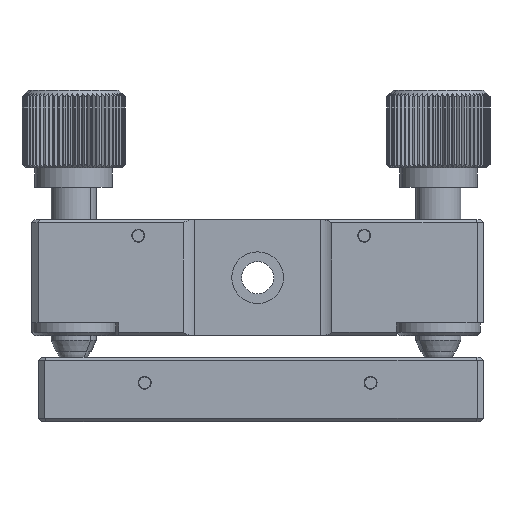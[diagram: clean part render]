
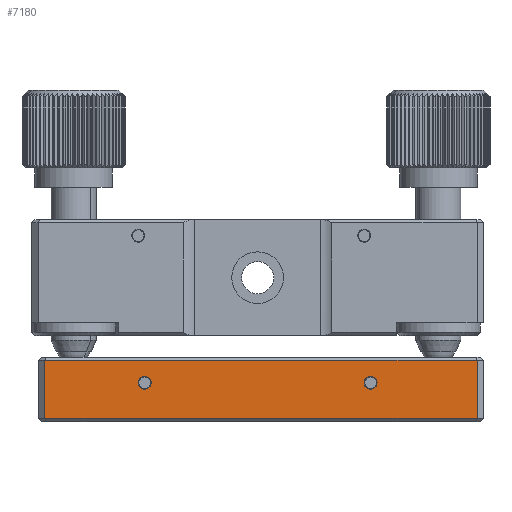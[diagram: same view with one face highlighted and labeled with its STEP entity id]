
A CAD part, front view. The second image highlights one B-rep face of the part: STEP entity #7180.
In plain terms, the highlighted planar face has unit normal (0, -1, 0).
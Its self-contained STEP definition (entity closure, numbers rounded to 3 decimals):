
#242 = VECTOR ( 'NONE', #5651, 1000. ) ;
#319 = CARTESIAN_POINT ( 'NONE',  ( 6.629, -29.108, 53.7 ) ) ;
#428 = ORIENTED_EDGE ( 'NONE', *, *, #22072, .T. ) ;
#567 = VERTEX_POINT ( 'NONE', #9738 ) ;
#1295 = CARTESIAN_POINT ( 'NONE',  ( -44.871, -29.108, 57.7 ) ) ;
#1409 = DIRECTION ( 'NONE',  ( 0., 1., 0. ) ) ;
#1535 = LINE ( 'NONE', #17052, #32799 ) ;
#2355 = FACE_OUTER_BOUND ( 'NONE', #19904, .T. ) ;
#2945 = CARTESIAN_POINT ( 'NONE',  ( 23.129, -29.108, 57.7 ) ) ;
#3285 = EDGE_LOOP ( 'NONE', ( #29761, #6925 ) ) ;
#3741 = ORIENTED_EDGE ( 'NONE', *, *, #16402, .F. ) ;
#3964 = FACE_BOUND ( 'NONE', #8327, .T. ) ;
#4322 = CARTESIAN_POINT ( 'NONE',  ( 6.629, -29.108, 53.7 ) ) ;
#5146 = VECTOR ( 'NONE', #17208, 1000. ) ;
#5364 = DIRECTION ( 'NONE',  ( 0., -1., 0. ) ) ;
#5651 = DIRECTION ( 'NONE',  ( 1., 0., 0. ) ) ;
#6641 = PLANE ( 'NONE',  #9666 ) ;
#6693 = VERTEX_POINT ( 'NONE', #23959 ) ;
#6925 = ORIENTED_EDGE ( 'NONE', *, *, #30370, .F. ) ;
#7082 = VERTEX_POINT ( 'NONE', #8720 ) ;
#7130 = CARTESIAN_POINT ( 'NONE',  ( -28.371, -29.108, 52.7 ) ) ;
#7180 = ADVANCED_FACE ( 'NONE', ( #3964, #33623, #2355 ), #6641, .F. ) ;
#7257 = CARTESIAN_POINT ( 'NONE',  ( 6.629, -29.108, 52.7 ) ) ;
#7259 = AXIS2_PLACEMENT_3D ( 'NONE', #319, #15881, #28822 ) ;
#7511 = DIRECTION ( 'NONE',  ( 0., 0., -1. ) ) ;
#8066 = CIRCLE ( 'NONE', #18424, 1. ) ;
#8327 = EDGE_LOOP ( 'NONE', ( #3741, #20950 ) ) ;
#8720 = CARTESIAN_POINT ( 'NONE',  ( 23.129, -29.108, 48.2 ) ) ;
#9455 = EDGE_CURVE ( 'NONE', #33632, #6693, #8066, .T. ) ;
#9629 = CARTESIAN_POINT ( 'NONE',  ( -43.871, -29.108, 48.2 ) ) ;
#9666 = AXIS2_PLACEMENT_3D ( 'NONE', #1295, #1409, #14394 ) ;
#9738 = CARTESIAN_POINT ( 'NONE',  ( 23.129, -29.108, 57.2 ) ) ;
#10008 = LINE ( 'NONE', #23798, #242 ) ;
#10675 = DIRECTION ( 'NONE',  ( 0., 0., -1. ) ) ;
#10905 = EDGE_CURVE ( 'NONE', #7082, #567, #20776, .T. ) ;
#11250 = AXIS2_PLACEMENT_3D ( 'NONE', #31099, #5364, #7511 ) ;
#11533 = VERTEX_POINT ( 'NONE', #22992 ) ;
#13416 = DIRECTION ( 'NONE',  ( 0., -1., 0. ) ) ;
#13590 = VERTEX_POINT ( 'NONE', #9629 ) ;
#13938 = DIRECTION ( 'NONE',  ( 0., 0., -1. ) ) ;
#14394 = DIRECTION ( 'NONE',  ( 0., 0., 1. ) ) ;
#15451 = DIRECTION ( 'NONE',  ( 0., -1., 0. ) ) ;
#15466 = DIRECTION ( 'NONE',  ( 0., 0., 1. ) ) ;
#15881 = DIRECTION ( 'NONE',  ( 0., -1., 0. ) ) ;
#15960 = CARTESIAN_POINT ( 'NONE',  ( -43.871, -29.108, 57.2 ) ) ;
#16402 = EDGE_CURVE ( 'NONE', #31233, #11533, #27080, .T. ) ;
#16654 = EDGE_CURVE ( 'NONE', #567, #31581, #26245, .T. ) ;
#16842 = EDGE_CURVE ( 'NONE', #13590, #7082, #10008, .T. ) ;
#17052 = CARTESIAN_POINT ( 'NONE',  ( -43.871, -29.108, 57.7 ) ) ;
#17208 = DIRECTION ( 'NONE',  ( -1., 0., 0. ) ) ;
#18424 = AXIS2_PLACEMENT_3D ( 'NONE', #30986, #15451, #10675 ) ;
#19699 = AXIS2_PLACEMENT_3D ( 'NONE', #4322, #13416, #13938 ) ;
#19904 = EDGE_LOOP ( 'NONE', ( #32342, #23761, #428, #24483 ) ) ;
#20776 = LINE ( 'NONE', #2945, #24848 ) ;
#20950 = ORIENTED_EDGE ( 'NONE', *, *, #28352, .F. ) ;
#22014 = CIRCLE ( 'NONE', #19699, 1. ) ;
#22072 = EDGE_CURVE ( 'NONE', #31581, #13590, #1535, .T. ) ;
#22992 = CARTESIAN_POINT ( 'NONE',  ( 6.629, -29.108, 54.7 ) ) ;
#23761 = ORIENTED_EDGE ( 'NONE', *, *, #16654, .T. ) ;
#23798 = CARTESIAN_POINT ( 'NONE',  ( -44.871, -29.108, 48.2 ) ) ;
#23959 = CARTESIAN_POINT ( 'NONE',  ( -28.371, -29.108, 54.7 ) ) ;
#24483 = ORIENTED_EDGE ( 'NONE', *, *, #16842, .T. ) ;
#24848 = VECTOR ( 'NONE', #15466, 1000. ) ;
#26245 = LINE ( 'NONE', #30595, #5146 ) ;
#27027 = CIRCLE ( 'NONE', #11250, 1. ) ;
#27080 = CIRCLE ( 'NONE', #7259, 1. ) ;
#27952 = DIRECTION ( 'NONE',  ( 0., 0., -1. ) ) ;
#28352 = EDGE_CURVE ( 'NONE', #11533, #31233, #22014, .T. ) ;
#28822 = DIRECTION ( 'NONE',  ( 0., 0., -1. ) ) ;
#29761 = ORIENTED_EDGE ( 'NONE', *, *, #9455, .F. ) ;
#30370 = EDGE_CURVE ( 'NONE', #6693, #33632, #27027, .T. ) ;
#30595 = CARTESIAN_POINT ( 'NONE',  ( -43.871, -29.108, 57.2 ) ) ;
#30986 = CARTESIAN_POINT ( 'NONE',  ( -28.371, -29.108, 53.7 ) ) ;
#31099 = CARTESIAN_POINT ( 'NONE',  ( -28.371, -29.108, 53.7 ) ) ;
#31233 = VERTEX_POINT ( 'NONE', #7257 ) ;
#31581 = VERTEX_POINT ( 'NONE', #15960 ) ;
#32342 = ORIENTED_EDGE ( 'NONE', *, *, #10905, .T. ) ;
#32799 = VECTOR ( 'NONE', #27952, 1000. ) ;
#33623 = FACE_BOUND ( 'NONE', #3285, .T. ) ;
#33632 = VERTEX_POINT ( 'NONE', #7130 ) ;
